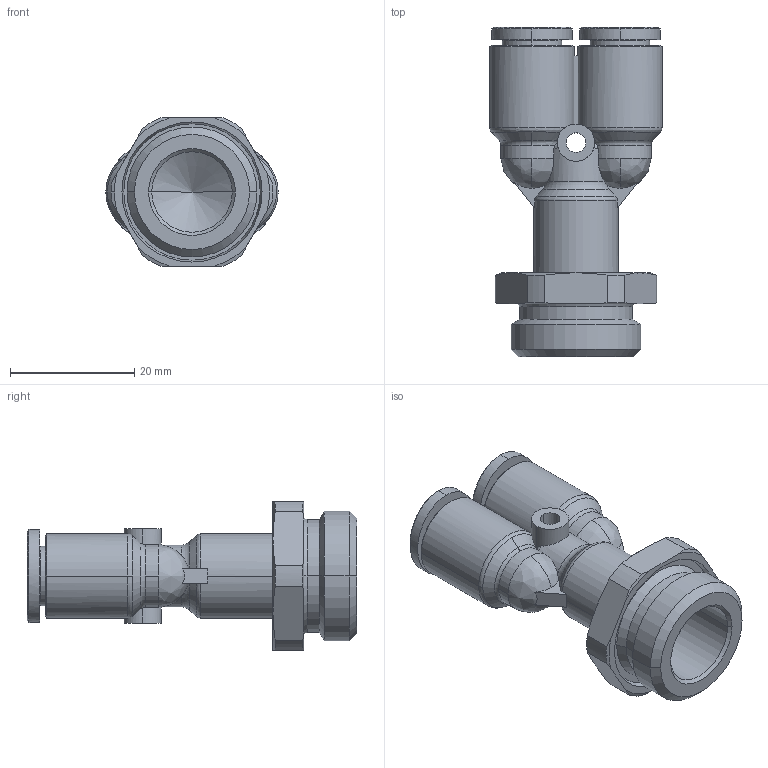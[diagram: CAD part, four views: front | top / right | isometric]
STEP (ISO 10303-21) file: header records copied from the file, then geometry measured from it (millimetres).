
FILE_DESCRIPTION (( 'STEP AP214' ), '1' );
FILE_NAME ('PWT08-G04.stp', '2015-09-24T12:35:40', ( '' ), ( '' ), 'SwSTEP 2.0', 'SolidWorks 2015', '' );
FILE_SCHEMA (( 'AUTOMOTIVE_DESIGN' ));
Length unit declared in the file: millimetre
Products named in the file (2): PWT08-G04; ｦ+ﾃｦ1
Assembly tree (1 placements, depth 2):
  PWT08-G04
    ｦ+ﾃｦ1
Bounding box: 27.8 x 53.1 x 24 mm (x, y, z)
Volume: 10265.8 mm3; surface area: 6751.1 mm2
Topology: 1 solids, 1 shells, 882 faces, 2487 edges, 1647 vertices
Faces by surface type: plane 703, bspline 75, cylinder 54, cone 44, torus 6
Entity records: 31478 total; most frequent: CARTESIAN_POINT 8065, ORIENTED_EDGE 4970, DIRECTION 4054, EDGE_CURVE 2485, LINE 2058, VECTOR 2058, VERTEX_POINT 1647, AXIS2_PLACEMENT_3D 998
